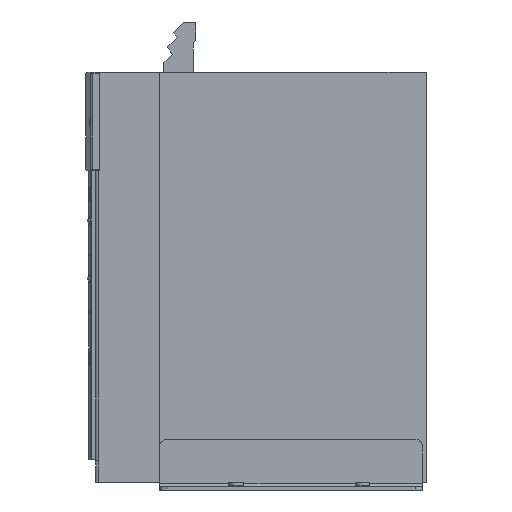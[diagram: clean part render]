
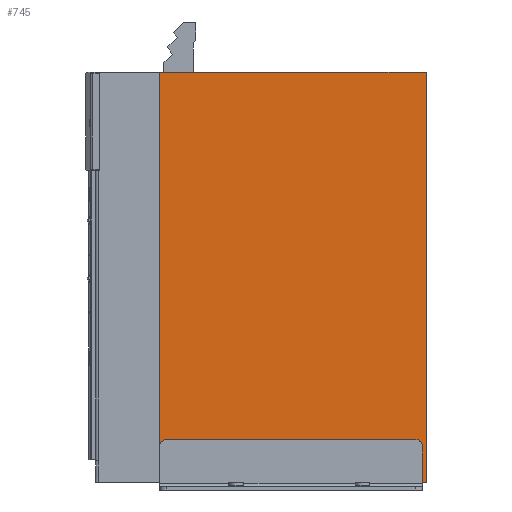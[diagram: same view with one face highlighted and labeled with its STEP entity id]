
A CAD part, left-side view. The second image highlights one B-rep face of the part: STEP entity #745.
In plain terms, the highlighted planar face has unit normal (-1, 0, 0).
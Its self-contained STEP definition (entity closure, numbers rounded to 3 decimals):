
#732=AXIS2_PLACEMENT_3D('Plane Axis2P3D',#729,#730,#731) ;
#198=CARTESIAN_POINT('Vertex',(-276.,0.,325.)) ;
#201=CARTESIAN_POINT('Line Origine',(-276.,0.,162.5)) ;
#205=CARTESIAN_POINT('Vertex',(-276.,0.,0.)) ;
#408=CARTESIAN_POINT('Vertex',(-276.,211.,0.)) ;
#411=CARTESIAN_POINT('Line Origine',(-276.,211.,162.5)) ;
#415=CARTESIAN_POINT('Vertex',(-276.,211.,325.)) ;
#715=CARTESIAN_POINT('Line Origine',(-276.,105.5,325.)) ;
#729=CARTESIAN_POINT('Axis2P3D Location',(-276.,0.,0.)) ;
#734=CARTESIAN_POINT('Line Origine',(-276.,105.5,0.)) ;
#202=DIRECTION('Vector Direction',(0.,0.,1.)) ;
#412=DIRECTION('Vector Direction',(0.,0.,1.)) ;
#716=DIRECTION('Vector Direction',(0.,1.,0.)) ;
#730=DIRECTION('Axis2P3D Direction',(-1.,0.,0.)) ;
#731=DIRECTION('Axis2P3D XDirection',(0.,0.,1.)) ;
#735=DIRECTION('Vector Direction',(0.,1.,0.)) ;
#203=VECTOR('Line Direction',#202,1.) ;
#413=VECTOR('Line Direction',#412,1.) ;
#717=VECTOR('Line Direction',#716,1.) ;
#736=VECTOR('Line Direction',#735,1.) ;
#740=ORIENTED_EDGE('',*,*,#738,.F.) ;
#741=ORIENTED_EDGE('',*,*,#207,.T.) ;
#742=ORIENTED_EDGE('',*,*,#719,.T.) ;
#743=ORIENTED_EDGE('',*,*,#417,.F.) ;
#745=ADVANCED_FACE('RX0153007_1PA_001_00_PARTE_N1_IV',(#744),#733,.T.) ;
#207=EDGE_CURVE('',#206,#199,#204,.T.) ;
#417=EDGE_CURVE('',#409,#416,#414,.T.) ;
#719=EDGE_CURVE('',#199,#416,#718,.T.) ;
#738=EDGE_CURVE('',#206,#409,#737,.T.) ;
#739=EDGE_LOOP('',(#740,#741,#742,#743)) ;
#744=FACE_OUTER_BOUND('',#739,.T.) ;
#204=LINE('Line',#201,#203) ;
#414=LINE('Line',#411,#413) ;
#718=LINE('Line',#715,#717) ;
#737=LINE('Line',#734,#736) ;
#733=PLANE('',#732) ;
#199=VERTEX_POINT('',#198) ;
#206=VERTEX_POINT('',#205) ;
#409=VERTEX_POINT('',#408) ;
#416=VERTEX_POINT('',#415) ;
